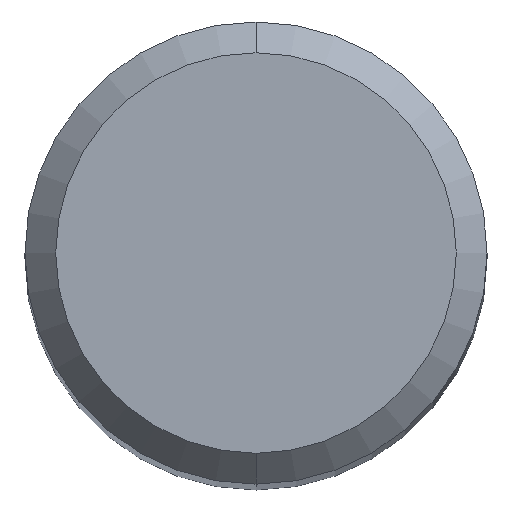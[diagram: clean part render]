
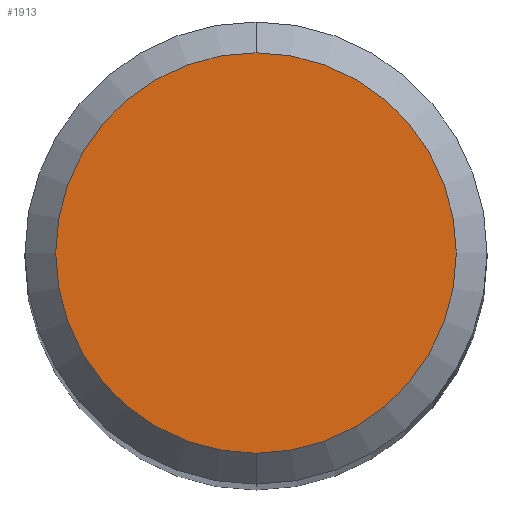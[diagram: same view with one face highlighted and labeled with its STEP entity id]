
A CAD part, top view. The second image highlights one B-rep face of the part: STEP entity #1913.
In plain terms, the highlighted planar face has unit normal (0, 0, 1).
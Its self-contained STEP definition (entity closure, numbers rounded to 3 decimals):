
#1489=EDGE_CURVE('',#2059,#2115,#3037,.T.);
#1913=ADVANCED_FACE('',(#3500),#3501,.T.);
#2059=VERTEX_POINT('',#3657);
#2083=EDGE_CURVE('',#2115,#2059,#3682,.T.);
#2115=VERTEX_POINT('',#3716);
#3037=CIRCLE('',#15112,2.6);
#3500=FACE_OUTER_BOUND('',#19985,.T.);
#3501=PLANE('',#19986);
#3657=CARTESIAN_POINT('',(0.,-2.6,0.0));
#3682=CIRCLE('',#21785,2.6);
#3716=CARTESIAN_POINT('',(0.0,2.6,0.0));
#15112=AXIS2_PLACEMENT_3D('',#23925,#23926,#23927);
#19985=EDGE_LOOP('',(#24403,#24404));
#19986=AXIS2_PLACEMENT_3D('',#24405,#24406,#24407);
#21785=AXIS2_PLACEMENT_3D('',#24553,#24554,#24555);
#23925=CARTESIAN_POINT('',(0.0,0.0,0.0));
#23926=DIRECTION('',(0.0,0.0,-1.0));
#23927=DIRECTION('',(0.0,1.0,0.0));
#24403=ORIENTED_EDGE('',*,*,#2083,.F.);
#24404=ORIENTED_EDGE('',*,*,#1489,.F.);
#24405=CARTESIAN_POINT('',(0.0,1.3,0.0));
#24406=DIRECTION('',(-0.0,0.0,1.0));
#24407=DIRECTION('',(0.0,-1.0,0.0));
#24553=CARTESIAN_POINT('',(0.0,0.0,0.0));
#24554=DIRECTION('',(0.0,0.0,-1.0));
#24555=DIRECTION('',(0.0,1.0,0.0));
